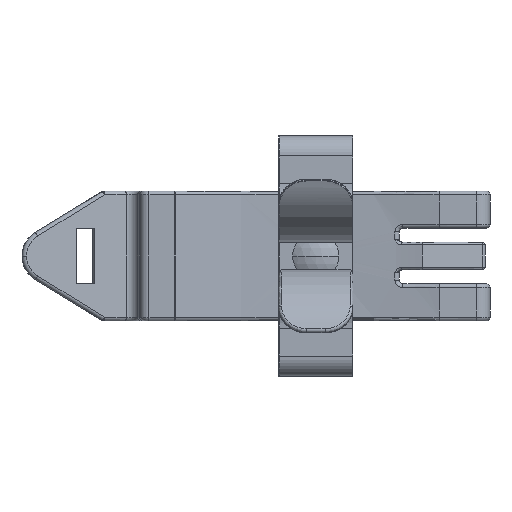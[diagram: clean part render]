
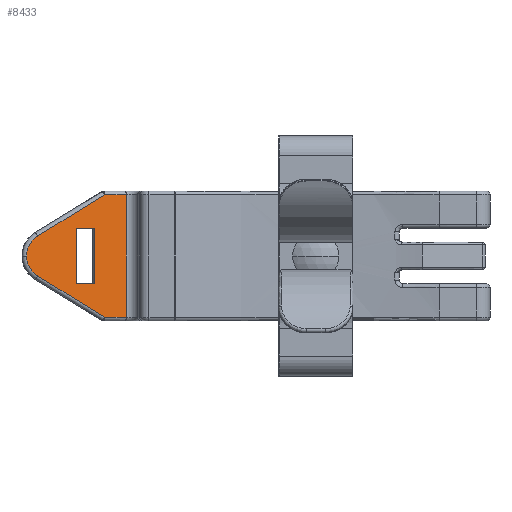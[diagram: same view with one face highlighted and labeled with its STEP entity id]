
A CAD part, front view. The second image highlights one B-rep face of the part: STEP entity #8433.
In plain terms, the highlighted planar face has unit normal (0.257, -0.966, 0).
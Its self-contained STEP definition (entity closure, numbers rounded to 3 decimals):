
#131 = CARTESIAN_POINT ( 'NONE',  ( -21.297, 4.844, 0.4 ) ) ;
#170 = DIRECTION ( 'NONE',  ( 0.831, 0.221, -0.511 ) ) ;
#282 = ORIENTED_EDGE ( 'NONE', *, *, #6375, .T. ) ;
#299 = DIRECTION ( 'NONE',  ( 0.257, -0.966, 0. ) ) ;
#316 = VERTEX_POINT ( 'NONE', #6327 ) ;
#477 = CIRCLE ( 'NONE', #11007, 2.508 ) ;
#709 = EDGE_CURVE ( 'NONE', #1274, #1340, #7503, .T. ) ;
#946 = ORIENTED_EDGE ( 'NONE', *, *, #7341, .F. ) ;
#1000 = DIRECTION ( 'NONE',  ( 0.966, 0.257, 0. ) ) ;
#1066 = VECTOR ( 'NONE', #5339, 1000. ) ;
#1241 = ORIENTED_EDGE ( 'NONE', *, *, #6468, .T. ) ;
#1274 = VERTEX_POINT ( 'NONE', #6204 ) ;
#1340 = VERTEX_POINT ( 'NONE', #12414 ) ;
#1421 = VERTEX_POINT ( 'NONE', #4561 ) ;
#1471 = AXIS2_PLACEMENT_3D ( 'NONE', #9245, #2680, #12216 ) ;
#1555 = EDGE_CURVE ( 'NONE', #1421, #10394, #477, .T. ) ;
#1677 = FACE_OUTER_BOUND ( 'NONE', #9884, .T. ) ;
#1909 = CARTESIAN_POINT ( 'NONE',  ( -24.302, 4.044, 10. ) ) ;
#2251 = LINE ( 'NONE', #8878, #12395 ) ;
#2252 = ORIENTED_EDGE ( 'NONE', *, *, #5655, .T. ) ;
#2653 = VECTOR ( 'NONE', #170, 1000. ) ;
#2680 = DIRECTION ( 'NONE',  ( -0.257, 0.966, 0. ) ) ;
#3257 = LINE ( 'NONE', #5861, #6926 ) ;
#3824 = VERTEX_POINT ( 'NONE', #1909 ) ;
#3974 = EDGE_CURVE ( 'NONE', #3824, #1274, #10796, .T. ) ;
#4034 = EDGE_LOOP ( 'NONE', ( #5916, #282, #10669, #8049 ) ) ;
#4217 = LINE ( 'NONE', #9172, #4698 ) ;
#4412 = FACE_BOUND ( 'NONE', #4034, .T. ) ;
#4551 = PLANE ( 'NONE',  #1471 ) ;
#4561 = CARTESIAN_POINT ( 'NONE',  ( -28.528, 2.919, 9.156 ) ) ;
#4698 = VECTOR ( 'NONE', #8226, 1000. ) ;
#4732 = VECTOR ( 'NONE', #12382, 1000. ) ;
#4776 = VERTEX_POINT ( 'NONE', #10047 ) ;
#5139 = CARTESIAN_POINT ( 'NONE',  ( -18.957, 5.466, 10. ) ) ;
#5273 = CARTESIAN_POINT ( 'NONE',  ( -24.302, 4.044, 14. ) ) ;
#5301 = VECTOR ( 'NONE', #1000, 1000. ) ;
#5339 = DIRECTION ( 'NONE',  ( 0., 0., 1. ) ) ;
#5436 = EDGE_CURVE ( 'NONE', #5982, #316, #9829, .T. ) ;
#5581 = EDGE_CURVE ( 'NONE', #12335, #1421, #2251, .T. ) ;
#5655 = EDGE_CURVE ( 'NONE', #4776, #5982, #5934, .T. ) ;
#5703 = EDGE_CURVE ( 'NONE', #8193, #12335, #3257, .T. ) ;
#5861 = CARTESIAN_POINT ( 'NONE',  ( -21.323, 4.836, 13.6 ) ) ;
#5864 = DIRECTION ( 'NONE',  ( -0.966, -0.257, 0. ) ) ;
#5916 = ORIENTED_EDGE ( 'NONE', *, *, #9149, .T. ) ;
#5934 = LINE ( 'NONE', #8815, #2653 ) ;
#5961 = CARTESIAN_POINT ( 'NONE',  ( -18.957, 5.466, 13.6 ) ) ;
#5982 = VERTEX_POINT ( 'NONE', #131 ) ;
#6137 = VECTOR ( 'NONE', #8372, 1000. ) ;
#6204 = CARTESIAN_POINT ( 'NONE',  ( -22.369, 4.558, 10. ) ) ;
#6327 = CARTESIAN_POINT ( 'NONE',  ( -18.957, 5.466, 0.4 ) ) ;
#6375 = EDGE_CURVE ( 'NONE', #7227, #3824, #10110, .T. ) ;
#6468 = EDGE_CURVE ( 'NONE', #10394, #4776, #10189, .T. ) ;
#6887 = DIRECTION ( 'NONE',  ( -0.966, -0.257, 0. ) ) ;
#6926 = VECTOR ( 'NONE', #6887, 1000. ) ;
#7097 = DIRECTION ( 'NONE',  ( 0.966, 0.257, 0. ) ) ;
#7227 = VERTEX_POINT ( 'NONE', #10834 ) ;
#7341 = EDGE_CURVE ( 'NONE', #8193, #316, #4217, .T. ) ;
#7503 = LINE ( 'NONE', #11433, #4732 ) ;
#7663 = CARTESIAN_POINT ( 'NONE',  ( -18.957, 5.466, 4. ) ) ;
#8019 = ORIENTED_EDGE ( 'NONE', *, *, #5581, .T. ) ;
#8049 = ORIENTED_EDGE ( 'NONE', *, *, #709, .T. ) ;
#8058 = CARTESIAN_POINT ( 'NONE',  ( -27.29, 3.248, 7. ) ) ;
#8193 = VERTEX_POINT ( 'NONE', #5961 ) ;
#8226 = DIRECTION ( 'NONE',  ( 0., 0., -1. ) ) ;
#8372 = DIRECTION ( 'NONE',  ( -0.966, -0.257, 0. ) ) ;
#8433 = ADVANCED_FACE ( 'NONE', ( #4412, #1677 ), #4551, .F. ) ;
#8815 = CARTESIAN_POINT ( 'NONE',  ( -21.274, 4.85, 0.386 ) ) ;
#8878 = CARTESIAN_POINT ( 'NONE',  ( -28.528, 2.919, 9.156 ) ) ;
#9149 = EDGE_CURVE ( 'NONE', #1340, #7227, #12239, .T. ) ;
#9172 = CARTESIAN_POINT ( 'NONE',  ( -18.957, 5.466, 14. ) ) ;
#9245 = CARTESIAN_POINT ( 'NONE',  ( -18.957, 5.466, 14. ) ) ;
#9744 = VECTOR ( 'NONE', #7097, 1000. ) ;
#9820 = ORIENTED_EDGE ( 'NONE', *, *, #1555, .T. ) ;
#9824 = CARTESIAN_POINT ( 'NONE',  ( -27.29, 3.248, 7. ) ) ;
#9829 = LINE ( 'NONE', #11851, #5301 ) ;
#9884 = EDGE_LOOP ( 'NONE', ( #2252, #10068, #946, #11560, #8019, #9820, #1241 ) ) ;
#9934 = DIRECTION ( 'NONE',  ( -0.831, -0.221, -0.511 ) ) ;
#9950 = DIRECTION ( 'NONE',  ( 0.257, -0.966, 0. ) ) ;
#10047 = CARTESIAN_POINT ( 'NONE',  ( -28.528, 2.919, 4.844 ) ) ;
#10068 = ORIENTED_EDGE ( 'NONE', *, *, #5436, .T. ) ;
#10110 = LINE ( 'NONE', #5273, #1066 ) ;
#10189 = CIRCLE ( 'NONE', #12418, 2.508 ) ;
#10394 = VERTEX_POINT ( 'NONE', #11924 ) ;
#10669 = ORIENTED_EDGE ( 'NONE', *, *, #3974, .T. ) ;
#10796 = LINE ( 'NONE', #5139, #9744 ) ;
#10834 = CARTESIAN_POINT ( 'NONE',  ( -24.302, 4.044, 4. ) ) ;
#11007 = AXIS2_PLACEMENT_3D ( 'NONE', #9824, #299, #5864 ) ;
#11433 = CARTESIAN_POINT ( 'NONE',  ( -22.369, 4.558, 14. ) ) ;
#11560 = ORIENTED_EDGE ( 'NONE', *, *, #5703, .T. ) ;
#11851 = CARTESIAN_POINT ( 'NONE',  ( -18.957, 5.466, 0.4 ) ) ;
#11909 = DIRECTION ( 'NONE',  ( -0.966, -0.257, 0. ) ) ;
#11924 = CARTESIAN_POINT ( 'NONE',  ( -29.713, 2.603, 7. ) ) ;
#12083 = CARTESIAN_POINT ( 'NONE',  ( -21.297, 4.844, 13.6 ) ) ;
#12216 = DIRECTION ( 'NONE',  ( -0.966, -0.257, 0. ) ) ;
#12239 = LINE ( 'NONE', #7663, #6137 ) ;
#12335 = VERTEX_POINT ( 'NONE', #12083 ) ;
#12382 = DIRECTION ( 'NONE',  ( 0., 0., -1. ) ) ;
#12395 = VECTOR ( 'NONE', #9934, 1000. ) ;
#12414 = CARTESIAN_POINT ( 'NONE',  ( -22.369, 4.558, 4. ) ) ;
#12418 = AXIS2_PLACEMENT_3D ( 'NONE', #8058, #9950, #11909 ) ;
